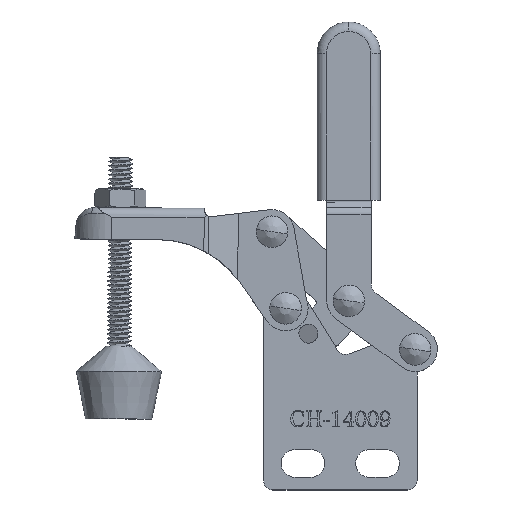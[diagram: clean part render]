
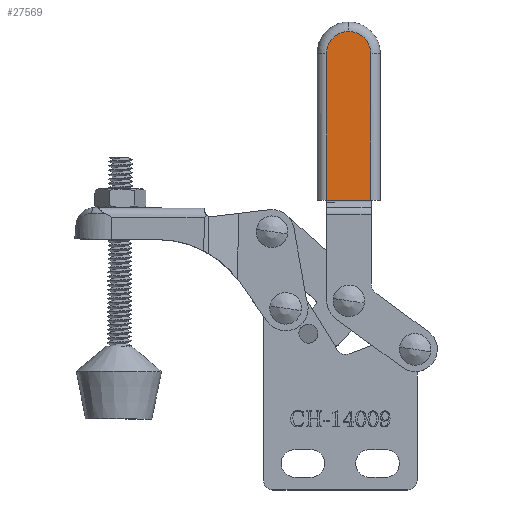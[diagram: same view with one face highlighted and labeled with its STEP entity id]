
A CAD part, top view. The second image highlights one B-rep face of the part: STEP entity #27569.
In plain terms, the highlighted face is planar.
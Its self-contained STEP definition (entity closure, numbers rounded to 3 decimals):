
#893 = ORIENTED_EDGE ( 'NONE', *, *, #12327, .T. ) ;
#1245 = CARTESIAN_POINT ( 'NONE',  ( 0., 0., 0. ) ) ;
#1593 = CARTESIAN_POINT ( 'NONE',  ( 3.5, 0., 0. ) ) ;
#1669 = VERTEX_POINT ( 'NONE', #12458 ) ;
#1768 = EDGE_LOOP ( 'NONE', ( #19142, #893, #2120, #4026, #12883 ) ) ;
#2120 = ORIENTED_EDGE ( 'NONE', *, *, #10258, .T. ) ;
#2332 = FACE_OUTER_BOUND ( 'NONE', #1768, .T. ) ;
#3824 = DIRECTION ( 'NONE',  ( 1., 0., 0. ) ) ;
#4026 = ORIENTED_EDGE ( 'NONE', *, *, #16941, .F. ) ;
#4735 = CARTESIAN_POINT ( 'NONE',  ( 0., 3.5, 0. ) ) ;
#7281 = LINE ( 'NONE', #30766, #13246 ) ;
#8510 = AXIS2_PLACEMENT_3D ( 'NONE', #27109, #11711, #29685 ) ;
#9315 = VERTEX_POINT ( 'NONE', #1593 ) ;
#10258 = EDGE_CURVE ( 'NONE', #16940, #26604, #21149, .T. ) ;
#11340 = AXIS2_PLACEMENT_3D ( 'NONE', #30585, #33182, #17765 ) ;
#11711 = DIRECTION ( 'NONE',  ( 0., 0., -1. ) ) ;
#12327 = EDGE_CURVE ( 'NONE', #9315, #16940, #13020, .T. ) ;
#12458 = CARTESIAN_POINT ( 'NONE',  ( -23.2, 3.5, 0. ) ) ;
#12703 = VECTOR ( 'NONE', #14192, 1000. ) ;
#12883 = ORIENTED_EDGE ( 'NONE', *, *, #31810, .T. ) ;
#13020 = CIRCLE ( 'NONE', #15044, 3.5 ) ;
#13246 = VECTOR ( 'NONE', #28278, 1000. ) ;
#14192 = DIRECTION ( 'NONE',  ( -1., 0., 0. ) ) ;
#14570 = VERTEX_POINT ( 'NONE', #31515 ) ;
#15044 = AXIS2_PLACEMENT_3D ( 'NONE', #1245, #19126, #3824 ) ;
#15796 = LINE ( 'NONE', #4735, #21842 ) ;
#16940 = VERTEX_POINT ( 'NONE', #20532 ) ;
#16941 = EDGE_CURVE ( 'NONE', #1669, #26604, #7281, .T. ) ;
#17765 = DIRECTION ( 'NONE',  ( 1., 0., 0. ) ) ;
#18043 = CIRCLE ( 'NONE', #8510, 3.5 ) ;
#19126 = DIRECTION ( 'NONE',  ( 0., 0., -1. ) ) ;
#19142 = ORIENTED_EDGE ( 'NONE', *, *, #23784, .T. ) ;
#20532 = CARTESIAN_POINT ( 'NONE',  ( 0., -3.5, 0. ) ) ;
#21149 = LINE ( 'NONE', #32203, #12703 ) ;
#21842 = VECTOR ( 'NONE', #27602, 1000. ) ;
#22039 = PLANE ( 'NONE',  #11340 ) ;
#23784 = EDGE_CURVE ( 'NONE', #14570, #9315, #18043, .T. ) ;
#25169 = CARTESIAN_POINT ( 'NONE',  ( -23.2, -3.5, 0. ) ) ;
#26604 = VERTEX_POINT ( 'NONE', #25169 ) ;
#27109 = CARTESIAN_POINT ( 'NONE',  ( 0., 0., 0. ) ) ;
#27569 = ADVANCED_FACE ( 'NONE', ( #2332 ), #22039, .F. ) ;
#27602 = DIRECTION ( 'NONE',  ( 1., 0., 0. ) ) ;
#28278 = DIRECTION ( 'NONE',  ( 0., -1., 0. ) ) ;
#29685 = DIRECTION ( 'NONE',  ( 1., 0., 0. ) ) ;
#30585 = CARTESIAN_POINT ( 'NONE',  ( 0., 0., 0. ) ) ;
#30766 = CARTESIAN_POINT ( 'NONE',  ( -23.2, 5., 0. ) ) ;
#31515 = CARTESIAN_POINT ( 'NONE',  ( 0., 3.5, 0. ) ) ;
#31810 = EDGE_CURVE ( 'NONE', #1669, #14570, #15796, .T. ) ;
#32203 = CARTESIAN_POINT ( 'NONE',  ( 0., -3.5, 0. ) ) ;
#33182 = DIRECTION ( 'NONE',  ( 0., 0., 1. ) ) ;
